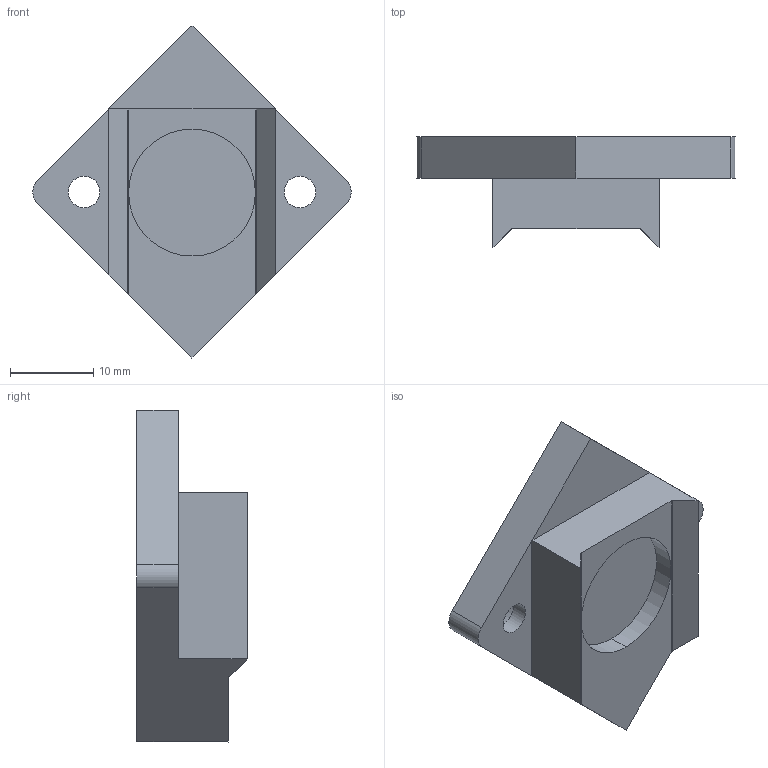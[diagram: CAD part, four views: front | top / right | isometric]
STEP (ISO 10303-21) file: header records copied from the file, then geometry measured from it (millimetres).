
FILE_DESCRIPTION(('FreeCAD Model'),'2;1');
FILE_NAME('SpindleHold.step','2015-05-12T14:11:43',('Author'),( ''),'Open CASCADE STEP processor 6.8','FreeCAD','Unknown');
FILE_SCHEMA(('AUTOMOTIVE_DESIGN_CC2 { 1 2 10303 214 -1 1 5 4 }'));
Length unit declared in the file: millimetre
Products named in the file (1): SpindleHold
Bounding box: 38.33 x 13.3 x 40 mm (x, y, z)
Volume: 6288.6 mm3; surface area: 3153.6 mm2
Topology: 1 solids, 1 shells, 33 faces, 82 edges, 55 vertices
Faces by surface type: plane 20, cylinder 10, bspline 2, extrusion 1
Full cylindrical faces by diameter (mm): 3.8 x2, 7 x2
Entity records: 2782 total; most frequent: CARTESIAN_POINT 1123, DIRECTION 295, VECTOR 177, LINE 176, ORIENTED_EDGE 164, PCURVE 164, DEFINITIONAL_REPRESENTATION 164, EDGE_CURVE 82
